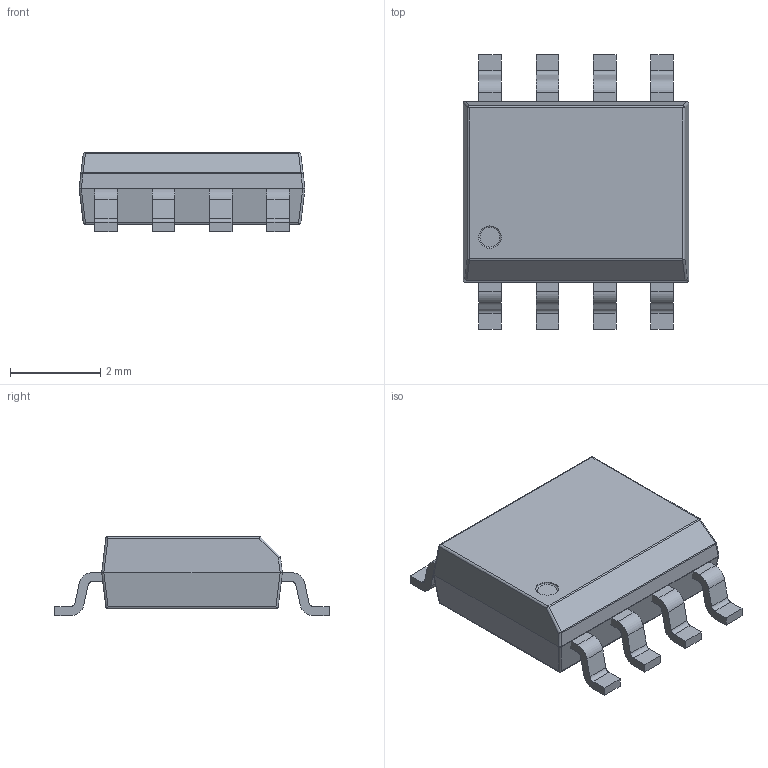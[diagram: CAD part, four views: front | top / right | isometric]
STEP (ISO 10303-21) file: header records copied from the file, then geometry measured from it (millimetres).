
FILE_DESCRIPTION(('STEP AP214'), '1');
FILE_NAME('SOIC-8', '', ('UNSPECIFIED'), ('UNSPECIFIED'), 'ASCON STEP Converter 1.3', 'ASCON Math Kernel', '');
FILE_SCHEMA(('AUTOMOTIVE_DESIGN { 1 0 10303 214 3 1 1}'));
Length unit declared in the file: millimetre
Bounding box: 5 x 6.08 x 1.75 mm (x, y, z)
Volume: 31.5 mm3; surface area: 84.3 mm2
Topology: 9 solids, 9 shells, 156 faces, 462 edges, 341 vertices
Faces by surface type: plane 92, cylinder 55, bspline 8, torus 1
Full cylindrical faces by diameter (mm): 0.5 x1
Entity records: 6694 total; most frequent: CARTESIAN_POINT 1194, DIRECTION 829, ORIENTED_EDGE 792, EDGE_CURVE 396, LINE 301, VECTOR 301, AXIS2_PLACEMENT_3D 264, VERTEX_POINT 261
